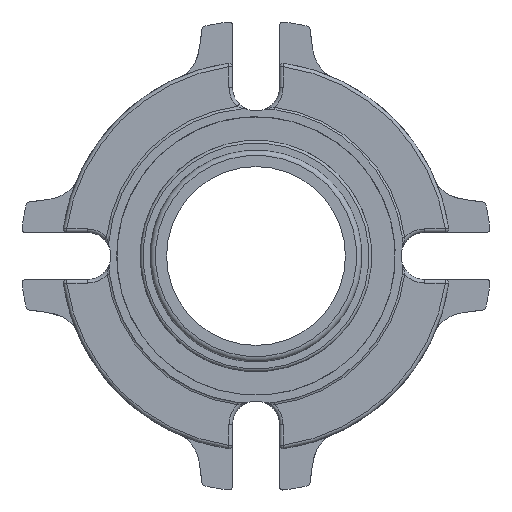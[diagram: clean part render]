
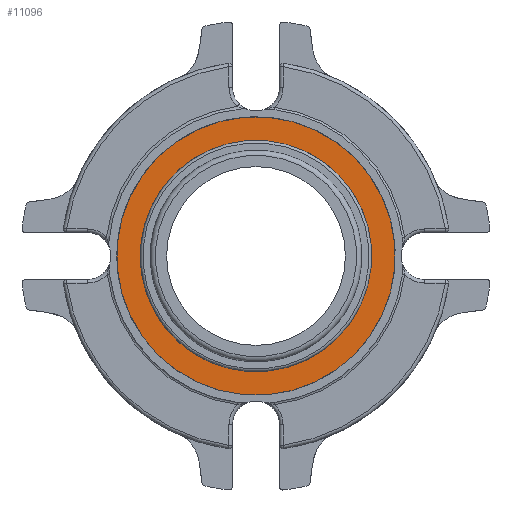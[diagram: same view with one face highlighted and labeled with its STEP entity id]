
A CAD part, left-side view. The second image highlights one B-rep face of the part: STEP entity #11096.
In plain terms, the highlighted planar face has unit normal (-1, 0, 0).
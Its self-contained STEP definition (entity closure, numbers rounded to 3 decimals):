
#1315=PLANE('',#11620);
#1485=ORIENTED_EDGE('',*,*,#3804,.T.);
#1486=ORIENTED_EDGE('',*,*,#3803,.F.);
#3803=EDGE_CURVE('',#4968,#4968,#5702,.F.);
#3804=EDGE_CURVE('',#4969,#4969,#5703,.T.);
#4968=VERTEX_POINT('',#15063);
#4969=VERTEX_POINT('',#15066);
#5702=CIRCLE('',#11619,34.29);
#5703=CIRCLE('',#11621,41.275);
#6208=EDGE_LOOP('',(#1485));
#6209=EDGE_LOOP('',(#1486));
#6789=FACE_BOUND('',#6208,.T.);
#6790=FACE_BOUND('',#6209,.T.);
#11096=ADVANCED_FACE('',(#6789,#6790),#1315,.F.);
#11619=AXIS2_PLACEMENT_3D('',#15062,#12635,#12636);
#11620=AXIS2_PLACEMENT_3D('',#15064,#12637,#12638);
#11621=AXIS2_PLACEMENT_3D('',#15065,#12639,#12640);
#12635=DIRECTION('',(1.,0.,0.));
#12636=DIRECTION('',(0.,1.,0.));
#12637=DIRECTION('',(1.,0.,0.));
#12638=DIRECTION('',(0.,-0.707,0.707));
#12639=DIRECTION('',(-1.,0.,0.));
#12640=DIRECTION('',(0.,0.707,-0.707));
#15062=CARTESIAN_POINT('',(-0.889,0.,0.));
#15063=CARTESIAN_POINT('',(-0.889,34.29,0.));
#15064=CARTESIAN_POINT('',(-0.889,29.186,-29.186));
#15065=CARTESIAN_POINT('',(-0.889,0.,0.));
#15066=CARTESIAN_POINT('',(-0.889,29.186,-29.186));
